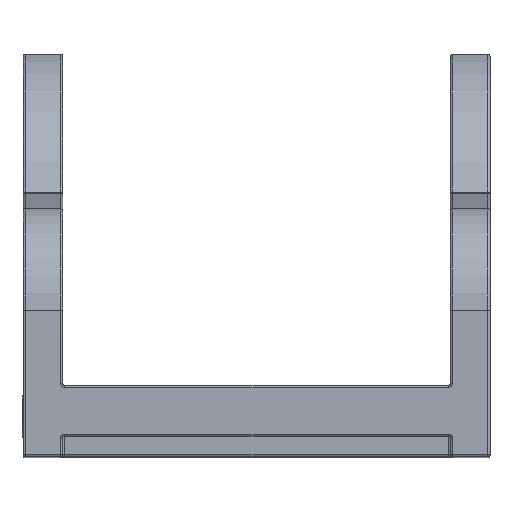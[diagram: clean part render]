
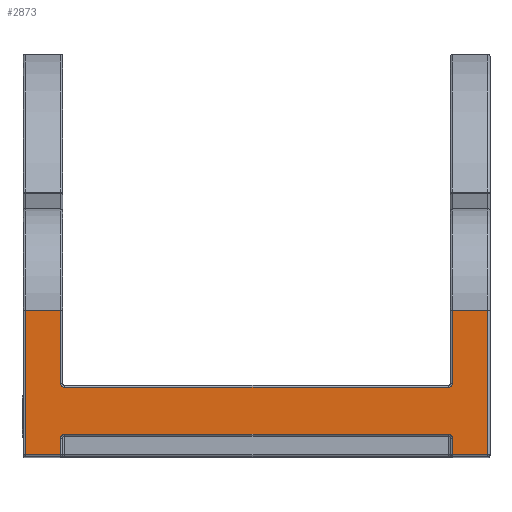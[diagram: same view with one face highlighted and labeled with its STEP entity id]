
A CAD part, top view. The second image highlights one B-rep face of the part: STEP entity #2873.
In plain terms, the highlighted planar face has unit normal (0, 0, 1).
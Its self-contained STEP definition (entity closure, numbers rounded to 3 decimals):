
#13 = VECTOR ( 'NONE', #2243, 1000. ) ;
#215 = EDGE_CURVE ( 'NONE', #4574, #9643, #7083, .T. ) ;
#506 = VECTOR ( 'NONE', #3159, 1000. ) ;
#535 = EDGE_CURVE ( 'NONE', #14547, #8977, #7071, .T. ) ;
#576 = CARTESIAN_POINT ( 'NONE',  ( 9.45, -6.6, 33. ) ) ;
#623 = CARTESIAN_POINT ( 'NONE',  ( -9.65, -2.791, 33. ) ) ;
#709 = VECTOR ( 'NONE', #13895, 1000. ) ;
#754 = LINE ( 'NONE', #8590, #10223 ) ;
#986 = VERTEX_POINT ( 'NONE', #3856 ) ;
#1074 = VECTOR ( 'NONE', #4609, 1000. ) ;
#1103 = VERTEX_POINT ( 'NONE', #7931 ) ;
#1308 = DIRECTION ( 'NONE',  ( 0., 0., 1. ) ) ;
#1411 = EDGE_CURVE ( 'NONE', #14547, #8603, #10425, .T. ) ;
#1472 = LINE ( 'NONE', #4095, #1074 ) ;
#1536 = VECTOR ( 'NONE', #6904, 1000. ) ;
#1852 = CARTESIAN_POINT ( 'NONE',  ( -11.4, 0., 33. ) ) ;
#2034 = CARTESIAN_POINT ( 'NONE',  ( 0., -6.6, 33. ) ) ;
#2167 = VERTEX_POINT ( 'NONE', #623 ) ;
#2243 = DIRECTION ( 'NONE',  ( 1., 0., 0. ) ) ;
#2244 = ORIENTED_EDGE ( 'NONE', *, *, #11197, .F. ) ;
#2873 = ADVANCED_FACE ( 'NONE', ( #13588 ), #10349, .T. ) ;
#2924 = ORIENTED_EDGE ( 'NONE', *, *, #12238, .F. ) ;
#3091 = CARTESIAN_POINT ( 'NONE',  ( 0., -9.9, 33. ) ) ;
#3159 = DIRECTION ( 'NONE',  ( 0., -1., 0. ) ) ;
#3313 = DIRECTION ( 'NONE',  ( -1., 0., 0. ) ) ;
#3523 = ORIENTED_EDGE ( 'NONE', *, *, #535, .T. ) ;
#3627 = DIRECTION ( 'NONE',  ( 1., 0., 0. ) ) ;
#3693 = CARTESIAN_POINT ( 'NONE',  ( -11.5, -2.791, 33. ) ) ;
#3734 = CARTESIAN_POINT ( 'NONE',  ( -9.45, -6.4, 33. ) ) ;
#3838 = EDGE_CURVE ( 'NONE', #15307, #11548, #7098, .T. ) ;
#3856 = CARTESIAN_POINT ( 'NONE',  ( -9.65, -9.9, 33. ) ) ;
#3972 = VECTOR ( 'NONE', #10585, 1000. ) ;
#4057 = LINE ( 'NONE', #1852, #506 ) ;
#4095 = CARTESIAN_POINT ( 'NONE',  ( -9.65, -9., 33. ) ) ;
#4119 = EDGE_CURVE ( 'NONE', #986, #8603, #1472, .T. ) ;
#4428 = ORIENTED_EDGE ( 'NONE', *, *, #7449, .T. ) ;
#4574 = VERTEX_POINT ( 'NONE', #6346 ) ;
#4588 = CARTESIAN_POINT ( 'NONE',  ( -9.45, -6.6, 33. ) ) ;
#4591 = ORIENTED_EDGE ( 'NONE', *, *, #6060, .T. ) ;
#4609 = DIRECTION ( 'NONE',  ( 0., 1., 0. ) ) ;
#5056 = LINE ( 'NONE', #3091, #1536 ) ;
#5065 = CARTESIAN_POINT ( 'NONE',  ( 9.45, -9.1, 33. ) ) ;
#5113 = VECTOR ( 'NONE', #14200, 1000. ) ;
#5230 = VECTOR ( 'NONE', #3313, 1000. ) ;
#5298 = DIRECTION ( 'NONE',  ( 0., 1., 0. ) ) ;
#5340 = CARTESIAN_POINT ( 'NONE',  ( 11.4, 0., 33. ) ) ;
#5507 = CARTESIAN_POINT ( 'NONE',  ( 9.65, -9.9, 33. ) ) ;
#5786 = CARTESIAN_POINT ( 'NONE',  ( -11.4, -2.791, 33. ) ) ;
#5924 = ORIENTED_EDGE ( 'NONE', *, *, #15076, .F. ) ;
#6060 = EDGE_CURVE ( 'NONE', #7072, #11388, #14332, .T. ) ;
#6287 = DIRECTION ( 'NONE',  ( 1., 0., 0. ) ) ;
#6346 = CARTESIAN_POINT ( 'NONE',  ( -9.65, -6.4, 33. ) ) ;
#6560 = AXIS2_PLACEMENT_3D ( 'NONE', #5065, #13161, #6287 ) ;
#6692 = VECTOR ( 'NONE', #9818, 1000. ) ;
#6842 = ORIENTED_EDGE ( 'NONE', *, *, #8952, .T. ) ;
#6904 = DIRECTION ( 'NONE',  ( 1., 0., 0. ) ) ;
#7071 = LINE ( 'NONE', #10271, #6692 ) ;
#7072 = VERTEX_POINT ( 'NONE', #11876 ) ;
#7083 = CIRCLE ( 'NONE', #11601, 0.2 ) ;
#7098 = LINE ( 'NONE', #5340, #13152 ) ;
#7279 = CARTESIAN_POINT ( 'NONE',  ( 11.4, -2.791, 33. ) ) ;
#7394 = EDGE_CURVE ( 'NONE', #14816, #986, #5056, .T. ) ;
#7417 = ORIENTED_EDGE ( 'NONE', *, *, #4119, .T. ) ;
#7449 = EDGE_CURVE ( 'NONE', #9576, #9643, #14448, .T. ) ;
#7931 = CARTESIAN_POINT ( 'NONE',  ( 9.65, -6.4, 33. ) ) ;
#7935 = EDGE_CURVE ( 'NONE', #11388, #15307, #10173, .T. ) ;
#7943 = ORIENTED_EDGE ( 'NONE', *, *, #7394, .T. ) ;
#8590 = CARTESIAN_POINT ( 'NONE',  ( -9.65, 0., 33. ) ) ;
#8603 = VERTEX_POINT ( 'NONE', #14340 ) ;
#8632 = DIRECTION ( 'NONE',  ( 0., 0., 1. ) ) ;
#8809 = CARTESIAN_POINT ( 'NONE',  ( 9.45, -6.4, 33. ) ) ;
#8831 = CARTESIAN_POINT ( 'NONE',  ( -11.5, -2.791, 33. ) ) ;
#8872 = ORIENTED_EDGE ( 'NONE', *, *, #1411, .F. ) ;
#8887 = ORIENTED_EDGE ( 'NONE', *, *, #7935, .T. ) ;
#8952 = EDGE_CURVE ( 'NONE', #12958, #14816, #4057, .T. ) ;
#8977 = VERTEX_POINT ( 'NONE', #10453 ) ;
#9160 = CARTESIAN_POINT ( 'NONE',  ( 0., -9.9, 33. ) ) ;
#9271 = VECTOR ( 'NONE', #12214, 1000. ) ;
#9272 = CARTESIAN_POINT ( 'NONE',  ( 11.4, -9.9, 33. ) ) ;
#9273 = ORIENTED_EDGE ( 'NONE', *, *, #9746, .F. ) ;
#9576 = VERTEX_POINT ( 'NONE', #576 ) ;
#9643 = VERTEX_POINT ( 'NONE', #4588 ) ;
#9746 = EDGE_CURVE ( 'NONE', #9576, #1103, #15292, .T. ) ;
#9818 = DIRECTION ( 'NONE',  ( 1., 0., 0. ) ) ;
#9941 = DIRECTION ( 'NONE',  ( 1., 0., 0. ) ) ;
#10076 = ORIENTED_EDGE ( 'NONE', *, *, #12701, .T. ) ;
#10145 = ORIENTED_EDGE ( 'NONE', *, *, #10498, .T. ) ;
#10173 = LINE ( 'NONE', #9160, #709 ) ;
#10222 = DIRECTION ( 'NONE',  ( 1., 0., 0. ) ) ;
#10223 = VECTOR ( 'NONE', #13144, 1000. ) ;
#10257 = DIRECTION ( 'NONE',  ( 0., 0., 1. ) ) ;
#10271 = CARTESIAN_POINT ( 'NONE',  ( 9.55, -8.9, 33. ) ) ;
#10287 = LINE ( 'NONE', #12800, #3972 ) ;
#10315 = CARTESIAN_POINT ( 'NONE',  ( 0., 0., 33. ) ) ;
#10349 = PLANE ( 'NONE',  #10512 ) ;
#10425 = CIRCLE ( 'NONE', #12198, 0.2 ) ;
#10453 = CARTESIAN_POINT ( 'NONE',  ( 9.45, -8.9, 33. ) ) ;
#10498 = EDGE_CURVE ( 'NONE', #14510, #1103, #10287, .T. ) ;
#10512 = AXIS2_PLACEMENT_3D ( 'NONE', #10315, #10257, #10222 ) ;
#10585 = DIRECTION ( 'NONE',  ( 0., -1., 0. ) ) ;
#11197 = EDGE_CURVE ( 'NONE', #12958, #2167, #12907, .T. ) ;
#11388 = VERTEX_POINT ( 'NONE', #5507 ) ;
#11548 = VERTEX_POINT ( 'NONE', #7279 ) ;
#11601 = AXIS2_PLACEMENT_3D ( 'NONE', #3734, #8632, #3627 ) ;
#11876 = CARTESIAN_POINT ( 'NONE',  ( 9.65, -9.1, 33. ) ) ;
#12031 = EDGE_LOOP ( 'NONE', ( #14679, #10076, #2244, #6842, #7943, #7417, #8872, #3523, #2924, #4591, #8887, #14016, #5924, #10145, #9273, #4428 ) ) ;
#12044 = DIRECTION ( 'NONE',  ( 1., 0., 0. ) ) ;
#12093 = DIRECTION ( 'NONE',  ( 0., 0., 1. ) ) ;
#12099 = CARTESIAN_POINT ( 'NONE',  ( -9.45, -9.1, 33. ) ) ;
#12182 = CARTESIAN_POINT ( 'NONE',  ( -9.45, -8.9, 33. ) ) ;
#12198 = AXIS2_PLACEMENT_3D ( 'NONE', #12099, #12093, #12044 ) ;
#12214 = DIRECTION ( 'NONE',  ( 1., 0., 0. ) ) ;
#12238 = EDGE_CURVE ( 'NONE', #7072, #8977, #15213, .T. ) ;
#12251 = LINE ( 'NONE', #8831, #9271 ) ;
#12701 = EDGE_CURVE ( 'NONE', #4574, #2167, #754, .T. ) ;
#12800 = CARTESIAN_POINT ( 'NONE',  ( 9.65, 0., 33. ) ) ;
#12907 = LINE ( 'NONE', #3693, #13 ) ;
#12910 = AXIS2_PLACEMENT_3D ( 'NONE', #8809, #1308, #9941 ) ;
#12958 = VERTEX_POINT ( 'NONE', #5786 ) ;
#13144 = DIRECTION ( 'NONE',  ( 0., 1., 0. ) ) ;
#13152 = VECTOR ( 'NONE', #5298, 1000. ) ;
#13161 = DIRECTION ( 'NONE',  ( 0., 0., 1. ) ) ;
#13285 = CARTESIAN_POINT ( 'NONE',  ( 9.65, -2.791, 33. ) ) ;
#13588 = FACE_OUTER_BOUND ( 'NONE', #12031, .T. ) ;
#13719 = CARTESIAN_POINT ( 'NONE',  ( -11.4, -9.9, 33. ) ) ;
#13895 = DIRECTION ( 'NONE',  ( 1., 0., 0. ) ) ;
#14016 = ORIENTED_EDGE ( 'NONE', *, *, #3838, .T. ) ;
#14200 = DIRECTION ( 'NONE',  ( 0., -1., 0. ) ) ;
#14332 = LINE ( 'NONE', #14425, #5113 ) ;
#14340 = CARTESIAN_POINT ( 'NONE',  ( -9.65, -9.1, 33. ) ) ;
#14425 = CARTESIAN_POINT ( 'NONE',  ( 9.65, 0., 33. ) ) ;
#14448 = LINE ( 'NONE', #2034, #5230 ) ;
#14510 = VERTEX_POINT ( 'NONE', #13285 ) ;
#14547 = VERTEX_POINT ( 'NONE', #12182 ) ;
#14679 = ORIENTED_EDGE ( 'NONE', *, *, #215, .F. ) ;
#14816 = VERTEX_POINT ( 'NONE', #13719 ) ;
#15076 = EDGE_CURVE ( 'NONE', #14510, #11548, #12251, .T. ) ;
#15213 = CIRCLE ( 'NONE', #6560, 0.2 ) ;
#15292 = CIRCLE ( 'NONE', #12910, 0.2 ) ;
#15307 = VERTEX_POINT ( 'NONE', #9272 ) ;
